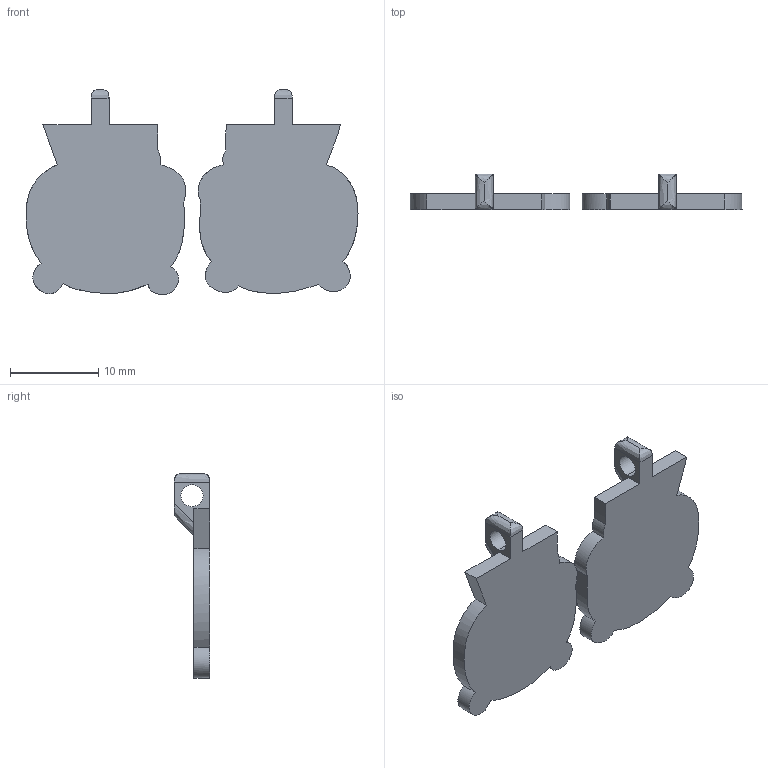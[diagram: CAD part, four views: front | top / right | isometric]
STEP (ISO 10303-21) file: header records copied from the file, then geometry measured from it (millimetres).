
FILE_DESCRIPTION (( 'STEP AP203' ), '1' );
FILE_NAME ('掛极.ST', '2025-07-25T01:56:56', ( '' ), ( '' ), 'SwSTEP 2.0', 'SolidWorks 2025', '' );
FILE_SCHEMA (( 'CONFIG_CONTROL_DESIGN' ));
Length unit declared in the file: millimetre
Products named in the file (1): 本体
Bounding box: 37.55 x 4 x 23.19 mm (x, y, z)
Volume: 1113.5 mm3; surface area: 1554.5 mm2
Topology: 2 solids, 2 shells, 48 faces, 124 edges, 80 vertices
Faces by surface type: bspline 27, plane 15, cylinder 6
Entity records: 4085 total; most frequent: CARTESIAN_POINT 3024, ORIENTED_EDGE 248, EDGE_CURVE 124, DIRECTION 118, VERTEX_POINT 80, B_SPLINE_CURVE_WITH_KNOTS 62, EDGE_LOOP 52, LINE 50
